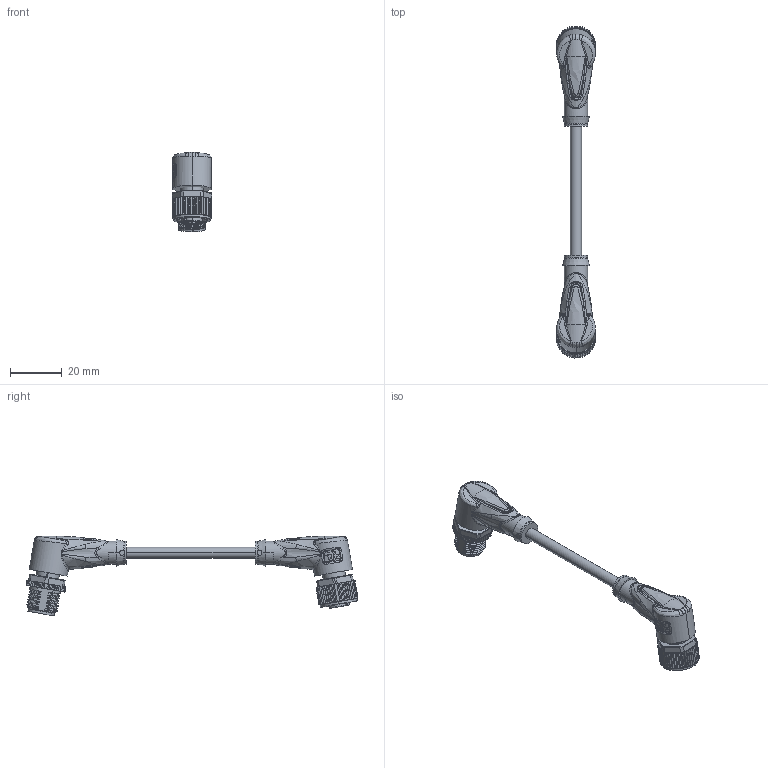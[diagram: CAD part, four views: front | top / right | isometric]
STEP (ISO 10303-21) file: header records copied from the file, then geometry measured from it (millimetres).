
FILE_DESCRIPTION(('STEP AP214'),'1');
FILE_NAME('cctmp_882A75F3-7A18-4F9A-BF4C-6763BAC7F328_2022_04_27_10_55_38_0824..stp','2022-04-27T08:55:49',('KiM GmbH'),('CADClick - www.CADClick.com'),'Spatial InterOp 3D postprocessed',' ','unknown authorization');
FILE_SCHEMA(('AUTOMOTIVE_DESIGN'));
Length unit declared in the file: millimetre
Products named in the file (10): Connection2; Connection2_2; Connection2_1; T196141_1; Cable; Connection1; Connection1_3; Connection1_2; Connection1_1; T196141
Assembly tree (9 placements, depth 4):
  T196141
    T196141_1
      Connection2
        Connection2_2
        Connection2_1
      Cable
      Connection1
        Connection1_3
        Connection1_2
        Connection1_1
Bounding box: 15.4 x 128.84 x 30.94 mm (x, y, z)
Volume: 12909.3 mm3; surface area: 9709.2 mm2
Topology: 10 solids, 34 shells, 2309 faces, 5975 edges, 3766 vertices
Faces by surface type: plane 982, cylinder 531, bspline 331, torus 320, cone 131, sphere 10, extrusion 4
Entity records: 110504 total; most frequent: CARTESIAN_POINT 49494, ORIENTED_EDGE 11866, DIRECTION 10351, EDGE_CURVE 5955, VERTEX_POINT 3766, AXIS2_PLACEMENT_3D 3725, VECTOR 2901, LINE 2897
